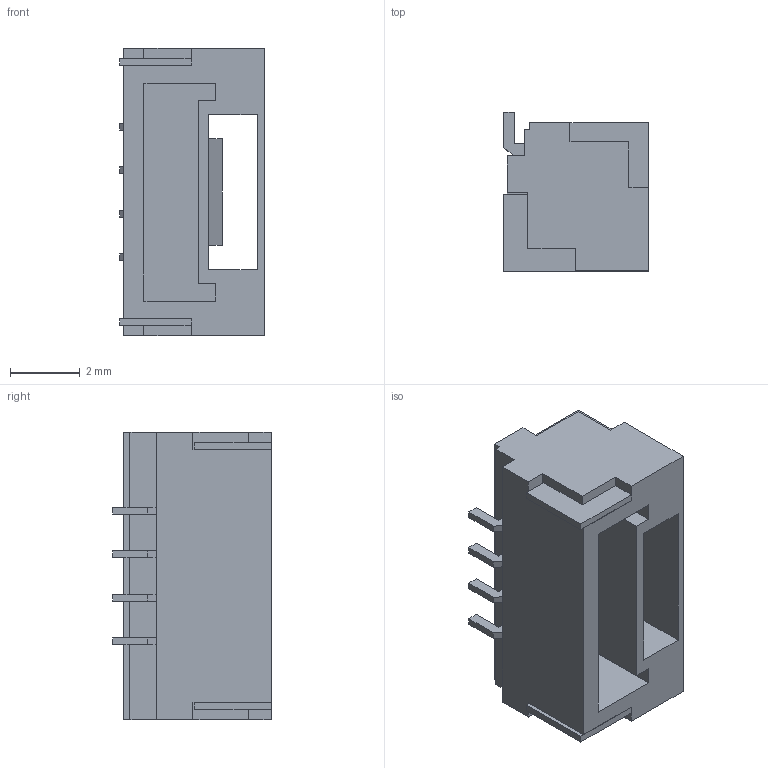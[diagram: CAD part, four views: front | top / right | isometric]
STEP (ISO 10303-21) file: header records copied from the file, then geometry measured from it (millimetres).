
FILE_DESCRIPTION (( 'STEP AP214' ), '1' );
FILE_NAME ('A70FE67C-C588-4E51-B81E-3CEB2FE75461.STEP', '2024-01-23T02:42:33', ( '' ), ( '' ), 'SwSTEP 2.0', 'SolidWorks 2022', '' );
FILE_SCHEMA (( 'AUTOMOTIVE_DESIGN' ));
Length unit declared in the file: millimetre
Products named in the file (1): A70FE67C-C588-4E51-B81E-3CEB2FE75461
Bounding box: 4.16 x 4.55 x 8.26 mm (x, y, z)
Volume: 82.7 mm3; surface area: 262.8 mm2
Topology: 1 solids, 1 shells, 91 faces, 245 edges, 162 vertices
Faces by surface type: plane 91
Entity records: 3760 total; most frequent: CARTESIAN_POINT 499, ORIENTED_EDGE 490, DIRECTION 429, VECTOR 245, LINE 245, EDGE_CURVE 245, VERTEX_POINT 162, EDGE_LOOP 99
